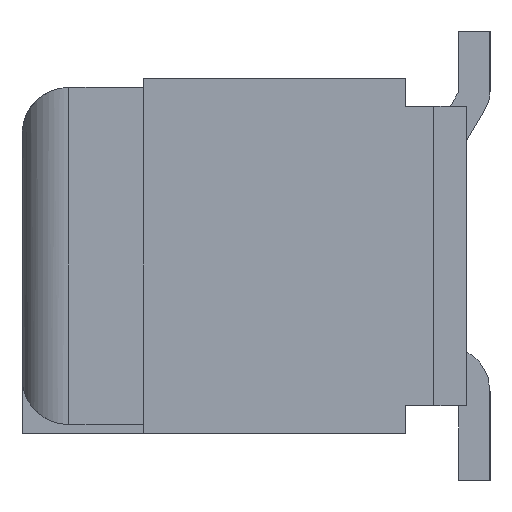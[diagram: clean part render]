
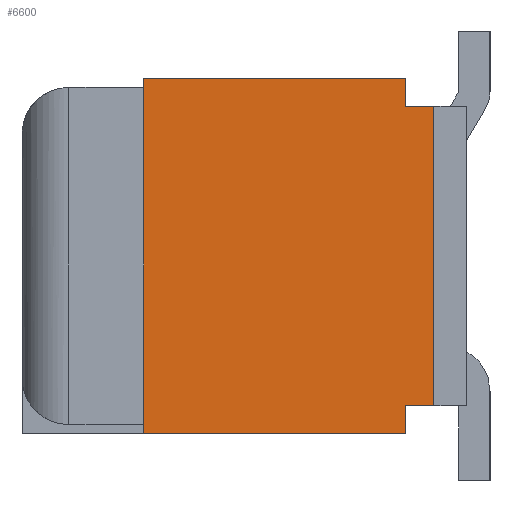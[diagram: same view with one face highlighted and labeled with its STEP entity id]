
A CAD part, left-side view. The second image highlights one B-rep face of the part: STEP entity #6600.
In plain terms, the highlighted planar face has unit normal (-1, 0, 0).
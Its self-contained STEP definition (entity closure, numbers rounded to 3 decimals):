
#5186=VERTEX_POINT('',#12911);
#5300=VERTEX_POINT('',#13031);
#5536=EDGE_CURVE('',#9300,#6212,#13290,.T.);
#6210=EDGE_CURVE('',#6988,#10828,#14020,.T.);
#6212=VERTEX_POINT('',#14022);
#6600=ADVANCED_FACE('',(#14434),#14435,.F.);
#6696=EDGE_CURVE('',#6988,#5300,#14540,.T.);
#6988=VERTEX_POINT('',#14861);
#7036=VERTEX_POINT('',#14912);
#7122=EDGE_CURVE('',#7036,#9366,#15004,.T.);
#7624=VERTEX_POINT('',#15549);
#8230=EDGE_CURVE('',#9300,#7036,#16218,.T.);
#9122=EDGE_CURVE('',#9482,#5186,#17177,.T.);
#9154=EDGE_CURVE('',#9366,#5300,#17209,.T.);
#9300=VERTEX_POINT('',#17363);
#9366=VERTEX_POINT('',#17433);
#9482=VERTEX_POINT('',#17563);
#9610=EDGE_CURVE('',#7624,#6212,#17697,.T.);
#10794=EDGE_CURVE('',#10828,#9482,#18995,.T.);
#10828=VERTEX_POINT('',#19030);
#11076=EDGE_CURVE('',#5186,#7624,#19300,.T.);
#12911=CARTESIAN_POINT('',(-10.0,0.6,1.6));
#13031=CARTESIAN_POINT('',(-10.0,3.7,-1.9));
#13290=LINE('',#22404,#22405);
#14020=LINE('',#23473,#23474);
#14022=CARTESIAN_POINT('',(-10.0,0.9,1.9));
#14434=FACE_OUTER_BOUND('',#24091,.T.);
#14435=PLANE('',#24092);
#14540=LINE('',#24232,#24233);
#14861=CARTESIAN_POINT('',(-10.0,0.9,-1.9));
#14912=CARTESIAN_POINT('',(-10.0,3.7,1.8));
#15004=LINE('',#24912,#24913);
#15549=CARTESIAN_POINT('',(-10.0,0.9,1.6));
#16218=LINE('',#26681,#26682);
#17177=LINE('',#28086,#28087);
#17209=LINE('',#28146,#28147);
#17363=CARTESIAN_POINT('',(-10.0,3.7,1.9));
#17433=CARTESIAN_POINT('',(-10.0,3.7,-1.8));
#17563=CARTESIAN_POINT('',(-10.0,0.6,-1.6));
#17697=LINE('',#28856,#28857);
#18995=LINE('',#30712,#30713);
#19030=CARTESIAN_POINT('',(-10.0,0.9,-1.6));
#19300=LINE('',#31165,#31166);
#22404=CARTESIAN_POINT('',(-10.0,1.975,1.9));
#22405=VECTOR('',#33649,1.0);
#23473=CARTESIAN_POINT('',(-10.0,0.9,-0.875));
#23474=VECTOR('',#34409,1.0);
#24091=EDGE_LOOP('',(#34736,#34737,#34738,#34739,#34740,#34741,#34742,#34743,#34744,#34745));
#24092=AXIS2_PLACEMENT_3D('',#34746,#34747,#34748);
#24232=CARTESIAN_POINT('',(-10.0,1.975,-1.9));
#24233=VECTOR('',#34843,1.0);
#24912=CARTESIAN_POINT('',(-10.0,3.7,0.0));
#24913=VECTOR('',#35276,1.0);
#26681=CARTESIAN_POINT('',(-10.0,3.7,0.0));
#26682=VECTOR('',#36616,1.0);
#28086=CARTESIAN_POINT('',(-10.0,0.6,0.0));
#28087=VECTOR('',#37452,1.0);
#28146=CARTESIAN_POINT('',(-10.0,3.7,0.0));
#28147=VECTOR('',#37466,1.0);
#28856=CARTESIAN_POINT('',(-10.0,0.9,0.875));
#28857=VECTOR('',#37856,1.0);
#30712=CARTESIAN_POINT('',(-10.0,1.213,-1.6));
#30713=VECTOR('',#39200,1.0);
#31165=CARTESIAN_POINT('',(-10.0,1.213,1.6));
#31166=VECTOR('',#39482,1.0);
#33649=DIRECTION('',(0.0,-1.0,0.0));
#34409=DIRECTION('',(-0.0,0.0,1.0));
#34736=ORIENTED_EDGE('',*,*,#10794,.T.);
#34737=ORIENTED_EDGE('',*,*,#9122,.T.);
#34738=ORIENTED_EDGE('',*,*,#11076,.T.);
#34739=ORIENTED_EDGE('',*,*,#9610,.T.);
#34740=ORIENTED_EDGE('',*,*,#5536,.F.);
#34741=ORIENTED_EDGE('',*,*,#8230,.T.);
#34742=ORIENTED_EDGE('',*,*,#7122,.T.);
#34743=ORIENTED_EDGE('',*,*,#9154,.T.);
#34744=ORIENTED_EDGE('',*,*,#6696,.F.);
#34745=ORIENTED_EDGE('',*,*,#6210,.T.);
#34746=CARTESIAN_POINT('',(-10.0,1.975,0.0));
#34747=DIRECTION('',(1.0,0.0,0.0));
#34748=DIRECTION('',(0.0,0.0,-1.0));
#34843=DIRECTION('',(0.0,1.0,0.0));
#35276=DIRECTION('',(0.0,0.0,-1.0));
#36616=DIRECTION('',(0.0,0.0,-1.0));
#37452=DIRECTION('',(-0.0,0.0,1.0));
#37466=DIRECTION('',(0.0,0.0,-1.0));
#37856=DIRECTION('',(-0.0,0.0,1.0));
#39200=DIRECTION('',(0.0,-1.0,0.0));
#39482=DIRECTION('',(0.0,1.0,0.0));
